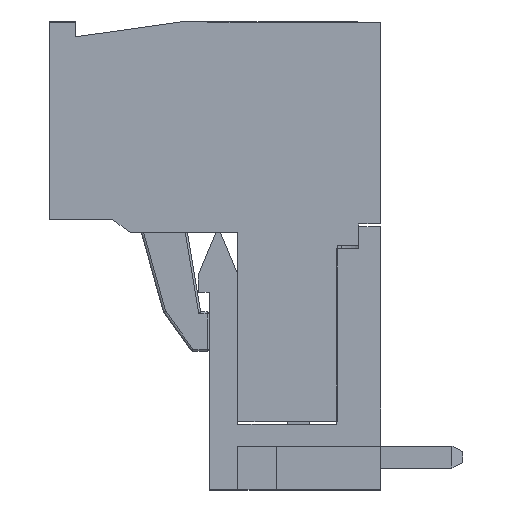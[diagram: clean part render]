
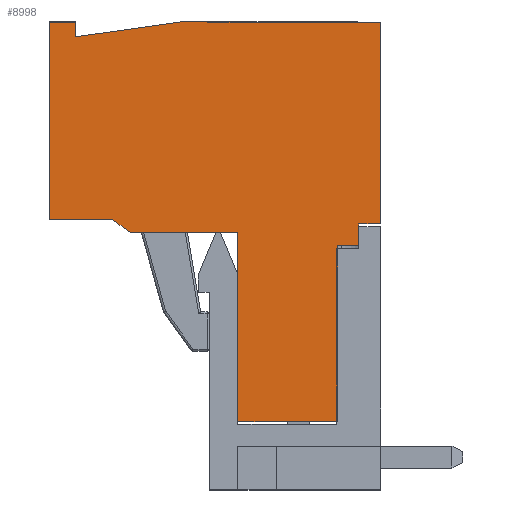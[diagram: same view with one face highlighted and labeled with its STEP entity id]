
A CAD part, left-side view. The second image highlights one B-rep face of the part: STEP entity #8998.
In plain terms, the highlighted face is planar.
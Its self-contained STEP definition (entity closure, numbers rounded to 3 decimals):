
#16 = ORIENTED_EDGE ( 'NONE', *, *, #1767, .T. ) ;
#276 = CARTESIAN_POINT ( 'NONE',  ( 5., 0., 8.15 ) ) ;
#285 = ORIENTED_EDGE ( 'NONE', *, *, #2554, .T. ) ;
#427 = CARTESIAN_POINT ( 'NONE',  ( 5., 0.4, -2.25 ) ) ;
#546 = DIRECTION ( 'NONE',  ( 0., 0., 1. ) ) ;
#691 = LINE ( 'NONE', #5882, #8491 ) ;
#692 = CARTESIAN_POINT ( 'NONE',  ( 5., 9.6, -3.25 ) ) ;
#727 = CARTESIAN_POINT ( 'NONE',  ( 5., 9.6, 10.65 ) ) ;
#924 = DIRECTION ( 'NONE',  ( 0., 0., -1. ) ) ;
#1141 = CARTESIAN_POINT ( 'NONE',  ( 5., 0., 3.25 ) ) ;
#1255 = LINE ( 'NONE', #8565, #13929 ) ;
#1577 = CARTESIAN_POINT ( 'NONE',  ( 5., -8.6, -3.25 ) ) ;
#1641 = LINE ( 'NONE', #1577, #10066 ) ;
#1654 = VERTEX_POINT ( 'NONE', #8773 ) ;
#1656 = CARTESIAN_POINT ( 'NONE',  ( 5., -8.6, -1.29 ) ) ;
#1680 = DIRECTION ( 'NONE',  ( 0., 0., -1. ) ) ;
#1684 = DIRECTION ( 'NONE',  ( 0., 0., -1. ) ) ;
#1767 = EDGE_CURVE ( 'NONE', #1996, #13411, #9334, .T. ) ;
#1996 = VERTEX_POINT ( 'NONE', #6233 ) ;
#2126 = DIRECTION ( 'NONE',  ( 0., -1., 0. ) ) ;
#2219 = ORIENTED_EDGE ( 'NONE', *, *, #8189, .F. ) ;
#2250 = DIRECTION ( 'NONE',  ( 0., -1., 0. ) ) ;
#2409 = VECTOR ( 'NONE', #13406, 1000. ) ;
#2554 = EDGE_CURVE ( 'NONE', #11484, #11069, #6678, .T. ) ;
#2831 = LINE ( 'NONE', #8984, #5562 ) ;
#3015 = EDGE_CURVE ( 'NONE', #7673, #7670, #8140, .T. ) ;
#3052 = EDGE_LOOP ( 'NONE', ( #11135, #2219, #8484, #285, #12479, #16, #9626, #11399, #3363, #11278, #13494, #3844, #13348, #13566, #7323 ) ) ;
#3153 = VECTOR ( 'NONE', #10887, 1000. ) ;
#3363 = ORIENTED_EDGE ( 'NONE', *, *, #4449, .T. ) ;
#3598 = CARTESIAN_POINT ( 'NONE',  ( 5., -0.6, -2.25 ) ) ;
#3602 = VECTOR ( 'NONE', #546, 1000. ) ;
#3788 = VECTOR ( 'NONE', #1684, 1000. ) ;
#3844 = ORIENTED_EDGE ( 'NONE', *, *, #12134, .T. ) ;
#3932 = DIRECTION ( 'NONE',  ( 1., 0., 0. ) ) ;
#4212 = LINE ( 'NONE', #1141, #7579 ) ;
#4276 = VERTEX_POINT ( 'NONE', #276 ) ;
#4449 = EDGE_CURVE ( 'NONE', #10312, #7673, #12889, .T. ) ;
#4561 = CARTESIAN_POINT ( 'NONE',  ( 5., 8.925, 10.65 ) ) ;
#4699 = LINE ( 'NONE', #6949, #8921 ) ;
#4820 = CARTESIAN_POINT ( 'NONE',  ( 5., -8.6, 3.25 ) ) ;
#4842 = VECTOR ( 'NONE', #924, 1000. ) ;
#4895 = DIRECTION ( 'NONE',  ( 0., -0.6, -0.8 ) ) ;
#4898 = CARTESIAN_POINT ( 'NONE',  ( 5., 9.6, 5.85 ) ) ;
#5039 = LINE ( 'NONE', #4820, #3788 ) ;
#5040 = LINE ( 'NONE', #7073, #13884 ) ;
#5214 = FACE_OUTER_BOUND ( 'NONE', #3052, .T. ) ;
#5457 = EDGE_CURVE ( 'NONE', #7965, #10312, #13064, .T. ) ;
#5516 = VECTOR ( 'NONE', #9793, 1000. ) ;
#5546 = CARTESIAN_POINT ( 'NONE',  ( 5., 0.6, 8.95 ) ) ;
#5562 = VECTOR ( 'NONE', #1680, 1000. ) ;
#5726 = EDGE_CURVE ( 'NONE', #4276, #12956, #10151, .T. ) ;
#5882 = CARTESIAN_POINT ( 'NONE',  ( 5., 0.6, 8.95 ) ) ;
#6098 = EDGE_CURVE ( 'NONE', #10870, #11484, #5040, .T. ) ;
#6168 = DIRECTION ( 'NONE',  ( 0., -1., 0. ) ) ;
#6233 = CARTESIAN_POINT ( 'NONE',  ( 5., 9.6, -3.25 ) ) ;
#6678 = LINE ( 'NONE', #427, #2409 ) ;
#6949 = CARTESIAN_POINT ( 'NONE',  ( 5., 9.6, 5.85 ) ) ;
#7073 = CARTESIAN_POINT ( 'NONE',  ( 5., -8.6, -2.25 ) ) ;
#7177 = CARTESIAN_POINT ( 'NONE',  ( 5., 0.6, 11.85 ) ) ;
#7200 = CARTESIAN_POINT ( 'NONE',  ( 5., 0.4, -2.25 ) ) ;
#7248 = DIRECTION ( 'NONE',  ( 0., 1., 0. ) ) ;
#7323 = ORIENTED_EDGE ( 'NONE', *, *, #13447, .T. ) ;
#7579 = VECTOR ( 'NONE', #2126, 1000. ) ;
#7670 = VERTEX_POINT ( 'NONE', #7177 ) ;
#7673 = VERTEX_POINT ( 'NONE', #12580 ) ;
#7870 = EDGE_CURVE ( 'NONE', #12956, #1654, #4212, .T. ) ;
#7933 = DIRECTION ( 'NONE',  ( 0., -0.139, 0.99 ) ) ;
#7950 = DIRECTION ( 'NONE',  ( 0., 1., 0. ) ) ;
#7965 = VERTEX_POINT ( 'NONE', #11390 ) ;
#8140 = LINE ( 'NONE', #12696, #10579 ) ;
#8189 = EDGE_CURVE ( 'NONE', #10870, #13624, #13090, .T. ) ;
#8380 = VERTEX_POINT ( 'NONE', #1656 ) ;
#8484 = ORIENTED_EDGE ( 'NONE', *, *, #6098, .T. ) ;
#8491 = VECTOR ( 'NONE', #4895, 1000. ) ;
#8565 = CARTESIAN_POINT ( 'NONE',  ( 5., -0.6, -1.29 ) ) ;
#8773 = CARTESIAN_POINT ( 'NONE',  ( 5., -8.6, 3.25 ) ) ;
#8794 = EDGE_CURVE ( 'NONE', #11069, #1996, #1641, .T. ) ;
#8921 = VECTOR ( 'NONE', #7933, 1000. ) ;
#8984 = CARTESIAN_POINT ( 'NONE',  ( 5., 0.6, 11.85 ) ) ;
#8998 = ADVANCED_FACE ( 'NONE', ( #5214 ), #10432, .T. ) ;
#9267 = CARTESIAN_POINT ( 'NONE',  ( 5., 0.4, -3.25 ) ) ;
#9334 = LINE ( 'NONE', #692, #3602 ) ;
#9470 = EDGE_CURVE ( 'NONE', #13624, #8380, #1255, .T. ) ;
#9514 = CARTESIAN_POINT ( 'NONE',  ( 5., 0., 0. ) ) ;
#9626 = ORIENTED_EDGE ( 'NONE', *, *, #10550, .T. ) ;
#9793 = DIRECTION ( 'NONE',  ( 0., 1., 0. ) ) ;
#10066 = VECTOR ( 'NONE', #7950, 1000. ) ;
#10151 = LINE ( 'NONE', #10777, #4842 ) ;
#10312 = VERTEX_POINT ( 'NONE', #727 ) ;
#10334 = VERTEX_POINT ( 'NONE', #5546 ) ;
#10409 = DIRECTION ( 'NONE',  ( 0., 1., 0. ) ) ;
#10432 = PLANE ( 'NONE',  #13690 ) ;
#10486 = CARTESIAN_POINT ( 'NONE',  ( 5., 0., 3.25 ) ) ;
#10550 = EDGE_CURVE ( 'NONE', #13411, #7965, #4699, .T. ) ;
#10579 = VECTOR ( 'NONE', #6168, 1000. ) ;
#10682 = CARTESIAN_POINT ( 'NONE',  ( 5., 9.6, -3.25 ) ) ;
#10777 = CARTESIAN_POINT ( 'NONE',  ( 5., 0., 11.85 ) ) ;
#10841 = CARTESIAN_POINT ( 'NONE',  ( 5., -0.6, -2.25 ) ) ;
#10870 = VERTEX_POINT ( 'NONE', #10841 ) ;
#10887 = DIRECTION ( 'NONE',  ( 0., 0., 1. ) ) ;
#11069 = VERTEX_POINT ( 'NONE', #9267 ) ;
#11135 = ORIENTED_EDGE ( 'NONE', *, *, #9470, .F. ) ;
#11278 = ORIENTED_EDGE ( 'NONE', *, *, #3015, .T. ) ;
#11390 = CARTESIAN_POINT ( 'NONE',  ( 5., 8.925, 10.65 ) ) ;
#11399 = ORIENTED_EDGE ( 'NONE', *, *, #5457, .T. ) ;
#11484 = VERTEX_POINT ( 'NONE', #7200 ) ;
#12093 = DIRECTION ( 'NONE',  ( 0., 0., 1. ) ) ;
#12107 = EDGE_CURVE ( 'NONE', #7670, #10334, #2831, .T. ) ;
#12134 = EDGE_CURVE ( 'NONE', #10334, #4276, #691, .T. ) ;
#12479 = ORIENTED_EDGE ( 'NONE', *, *, #8794, .T. ) ;
#12580 = CARTESIAN_POINT ( 'NONE',  ( 5., 9.6, 11.85 ) ) ;
#12693 = CARTESIAN_POINT ( 'NONE',  ( 5., -0.6, -1.29 ) ) ;
#12696 = CARTESIAN_POINT ( 'NONE',  ( 5., 9.6, 11.85 ) ) ;
#12780 = VECTOR ( 'NONE', #12093, 1000. ) ;
#12889 = LINE ( 'NONE', #10682, #3153 ) ;
#12956 = VERTEX_POINT ( 'NONE', #10486 ) ;
#13064 = LINE ( 'NONE', #4561, #5516 ) ;
#13090 = LINE ( 'NONE', #3598, #12780 ) ;
#13348 = ORIENTED_EDGE ( 'NONE', *, *, #5726, .T. ) ;
#13406 = DIRECTION ( 'NONE',  ( 0., 0., -1. ) ) ;
#13411 = VERTEX_POINT ( 'NONE', #4898 ) ;
#13447 = EDGE_CURVE ( 'NONE', #1654, #8380, #5039, .T. ) ;
#13494 = ORIENTED_EDGE ( 'NONE', *, *, #12107, .T. ) ;
#13566 = ORIENTED_EDGE ( 'NONE', *, *, #7870, .T. ) ;
#13624 = VERTEX_POINT ( 'NONE', #12693 ) ;
#13690 = AXIS2_PLACEMENT_3D ( 'NONE', #9514, #3932, #7248 ) ;
#13884 = VECTOR ( 'NONE', #10409, 1000. ) ;
#13929 = VECTOR ( 'NONE', #2250, 1000. ) ;
